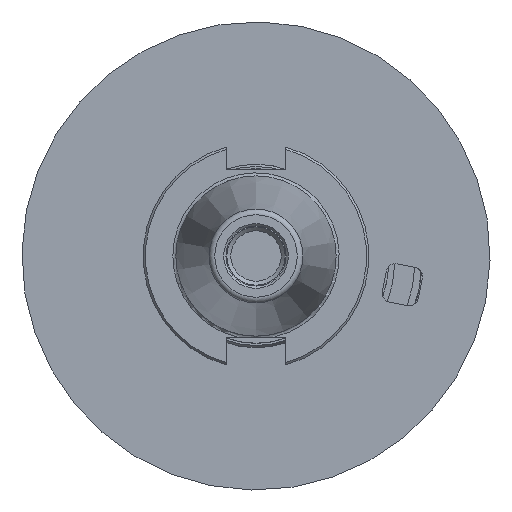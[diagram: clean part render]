
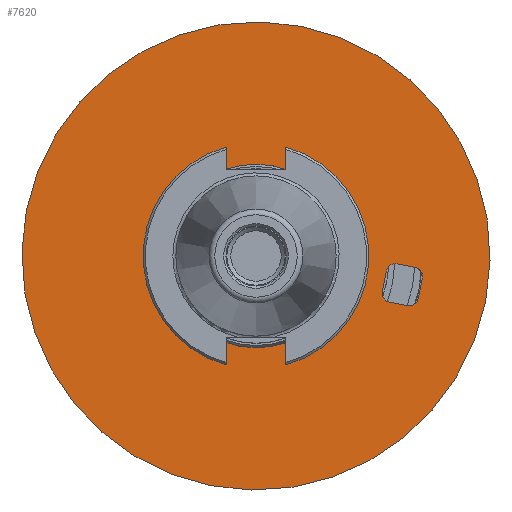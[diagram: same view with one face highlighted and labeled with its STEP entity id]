
A CAD part, left-side view. The second image highlights one B-rep face of the part: STEP entity #7620.
In plain terms, the highlighted planar face has unit normal (-1, 0, 0).
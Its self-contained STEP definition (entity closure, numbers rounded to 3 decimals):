
#158=FACE_BOUND('',#889,.T.);
#159=FACE_BOUND('',#890,.T.);
#478=FACE_OUTER_BOUND('',#888,.T.);
#888=EDGE_LOOP('',(#5322));
#889=EDGE_LOOP('',(#5323,#5324,#5325,#5326,#5327,#5328,#5329,#5330));
#890=EDGE_LOOP('',(#5331));
#1387=CIRCLE('',#8174,102.);
#1388=CIRCLE('',#8176,4.);
#1389=CIRCLE('',#8177,4.);
#1390=CIRCLE('',#8178,4.);
#1391=CIRCLE('',#8179,4.);
#1392=CIRCLE('',#8180,40.);
#1730=LINE('',#11372,#2339);
#1731=LINE('',#11376,#2340);
#1732=LINE('',#11380,#2341);
#1733=LINE('',#11384,#2342);
#2339=VECTOR('',#9174,8.);
#2340=VECTOR('',#9177,9.);
#2341=VECTOR('',#9180,8.);
#2342=VECTOR('',#9183,9.);
#3108=VERTEX_POINT('',#11366);
#3109=VERTEX_POINT('',#11370);
#3110=VERTEX_POINT('',#11371);
#3111=VERTEX_POINT('',#11373);
#3112=VERTEX_POINT('',#11375);
#3113=VERTEX_POINT('',#11377);
#3114=VERTEX_POINT('',#11379);
#3115=VERTEX_POINT('',#11381);
#3116=VERTEX_POINT('',#11383);
#3117=VERTEX_POINT('',#11386);
#4007=EDGE_CURVE('',#3108,#3108,#1387,.T.);
#4009=EDGE_CURVE('',#3109,#3110,#1730,.T.);
#4010=EDGE_CURVE('',#3109,#3111,#1388,.T.);
#4011=EDGE_CURVE('',#3112,#3111,#1731,.T.);
#4012=EDGE_CURVE('',#3112,#3113,#1389,.T.);
#4013=EDGE_CURVE('',#3114,#3113,#1732,.T.);
#4014=EDGE_CURVE('',#3114,#3115,#1390,.T.);
#4015=EDGE_CURVE('',#3116,#3115,#1733,.T.);
#4016=EDGE_CURVE('',#3116,#3110,#1391,.T.);
#4017=EDGE_CURVE('',#3117,#3117,#1392,.T.);
#5322=ORIENTED_EDGE('',*,*,#4007,.F.);
#5323=ORIENTED_EDGE('',*,*,#4009,.F.);
#5324=ORIENTED_EDGE('',*,*,#4010,.T.);
#5325=ORIENTED_EDGE('',*,*,#4011,.F.);
#5326=ORIENTED_EDGE('',*,*,#4012,.T.);
#5327=ORIENTED_EDGE('',*,*,#4013,.F.);
#5328=ORIENTED_EDGE('',*,*,#4014,.T.);
#5329=ORIENTED_EDGE('',*,*,#4015,.F.);
#5330=ORIENTED_EDGE('',*,*,#4016,.T.);
#5331=ORIENTED_EDGE('',*,*,#4017,.T.);
#7390=PLANE('',#8175);
#7620=ADVANCED_FACE('',(#478,#158,#159),#7390,.T.);
#8174=AXIS2_PLACEMENT_3D('',#11367,#9169,#9170);
#8175=AXIS2_PLACEMENT_3D('',#11369,#9172,#9173);
#8176=AXIS2_PLACEMENT_3D('',#11374,#9175,#9176);
#8177=AXIS2_PLACEMENT_3D('',#11378,#9178,#9179);
#8178=AXIS2_PLACEMENT_3D('',#11382,#9181,#9182);
#8179=AXIS2_PLACEMENT_3D('',#11385,#9184,#9185);
#8180=AXIS2_PLACEMENT_3D('',#11387,#9186,#9187);
#9169=DIRECTION('center_axis',(1.,0.,0.));
#9170=DIRECTION('ref_axis',(0.,1.,0.));
#9172=DIRECTION('center_axis',(-1.,0.,0.));
#9173=DIRECTION('ref_axis',(0.,0.,1.));
#9174=DIRECTION('',(0.,1.,0.));
#9175=DIRECTION('center_axis',(1.,0.,0.));
#9176=DIRECTION('ref_axis',(0.,0.,1.));
#9177=DIRECTION('',(0.,0.,1.));
#9178=DIRECTION('center_axis',(1.,0.,0.));
#9179=DIRECTION('ref_axis',(0.,-1.,0.));
#9180=DIRECTION('',(0.,-1.,0.));
#9181=DIRECTION('center_axis',(1.,0.,0.));
#9182=DIRECTION('ref_axis',(0.,0.,-1.));
#9183=DIRECTION('',(0.,0.,-1.));
#9184=DIRECTION('center_axis',(1.,0.,0.));
#9185=DIRECTION('ref_axis',(0.,1.,0.));
#9186=DIRECTION('center_axis',(1.,0.,0.));
#9187=DIRECTION('ref_axis',(0.,0.,1.));
#11366=CARTESIAN_POINT('',(14.,-102.,0.));
#11367=CARTESIAN_POINT('Origin',(14.,0.,0.));
#11369=CARTESIAN_POINT('Origin',(14.,43.625,0.));
#11370=CARTESIAN_POINT('',(14.,-69.,8.5));
#11371=CARTESIAN_POINT('',(14.,-61.,8.5));
#11372=CARTESIAN_POINT('',(14.,-69.,8.5));
#11373=CARTESIAN_POINT('',(14.,-73.,4.5));
#11374=CARTESIAN_POINT('Origin',(14.,-69.,4.5));
#11375=CARTESIAN_POINT('',(14.,-73.,-4.5));
#11376=CARTESIAN_POINT('',(14.,-73.,-4.5));
#11377=CARTESIAN_POINT('',(14.,-69.,-8.5));
#11378=CARTESIAN_POINT('Origin',(14.,-69.,-4.5));
#11379=CARTESIAN_POINT('',(14.,-61.,-8.5));
#11380=CARTESIAN_POINT('',(14.,-61.,-8.5));
#11381=CARTESIAN_POINT('',(14.,-57.,-4.5));
#11382=CARTESIAN_POINT('Origin',(14.,-61.,-4.5));
#11383=CARTESIAN_POINT('',(14.,-57.,4.5));
#11384=CARTESIAN_POINT('',(14.,-57.,4.5));
#11385=CARTESIAN_POINT('Origin',(14.,-61.,4.5));
#11386=CARTESIAN_POINT('',(14.,0.,-40.));
#11387=CARTESIAN_POINT('Origin',(14.,0.,0.));
